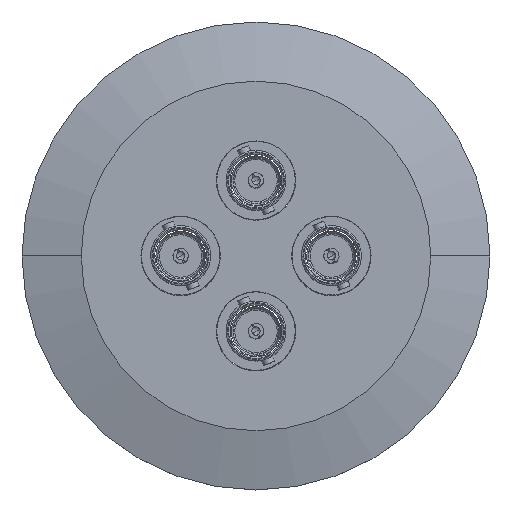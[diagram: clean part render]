
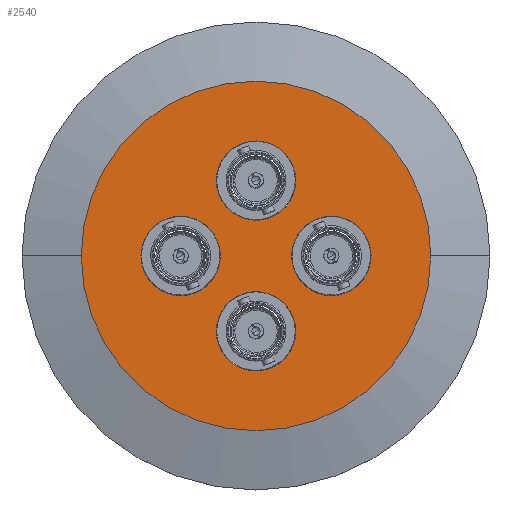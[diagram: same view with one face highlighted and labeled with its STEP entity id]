
A CAD part, top view. The second image highlights one B-rep face of the part: STEP entity #2540.
In plain terms, the highlighted planar face has unit normal (0, 0, 1).
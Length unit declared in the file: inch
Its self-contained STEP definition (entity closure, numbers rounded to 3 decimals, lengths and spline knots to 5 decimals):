
#111 = AXIS2_PLACEMENT_3D ( 'NONE', #4593, #4594, #4595 ) ;
#150 = CIRCLE ( 'NONE', #170, 0.25 ) ;
#153 = AXIS2_PLACEMENT_3D ( 'NONE', #4615, #4616, #4617 ) ;
#170 = AXIS2_PLACEMENT_3D ( 'NONE', #4624, #4625, #4626 ) ;
#173 = CIRCLE ( 'NONE', #3592, 0.25 ) ;
#201 = CIRCLE ( 'NONE', #111, 1.10179 ) ;
#206 = CIRCLE ( 'NONE', #153, 0.25 ) ;
#701 = PLANE ( 'NONE',  #5773 ) ;
#704 = FACE_OUTER_BOUND ( 'NONE', #5185, .T. ) ;
#705 = FACE_BOUND ( 'NONE', #5194, .T. ) ;
#707 = FACE_BOUND ( 'NONE', #5192, .T. ) ;
#708 = CARTESIAN_POINT ( 'NONE',  ( 0., 0., 0.2 ) ) ;
#709 = FACE_BOUND ( 'NONE', #5220, .T. ) ;
#711 = FACE_BOUND ( 'NONE', #3789, .T. ) ;
#712 = DIRECTION ( 'NONE',  ( 0., 0., 1. ) ) ;
#713 = DIRECTION ( 'NONE',  ( 1., 0., 0. ) ) ;
#1337 = EDGE_CURVE ( 'NONE', #3809, #3938, #201, .T. ) ;
#1344 = EDGE_CURVE ( 'NONE', #3933, #3074, #206, .T. ) ;
#1347 = EDGE_CURVE ( 'NONE', #3192, #3228, #150, .T. ) ;
#1350 = EDGE_CURVE ( 'NONE', #3110, #3868, #173, .T. ) ;
#1360 = EDGE_CURVE ( 'NONE', #3148, #3822, #3509, .T. ) ;
#1473 = AXIS2_PLACEMENT_3D ( 'NONE', #2876, #2877, #2878 ) ;
#1495 = CIRCLE ( 'NONE', #1538, 0.25 ) ;
#1498 = CIRCLE ( 'NONE', #1546, 0.25 ) ;
#1503 = CIRCLE ( 'NONE', #1473, 1.10179 ) ;
#1534 = CIRCLE ( 'NONE', #1537, 0.25 ) ;
#1537 = AXIS2_PLACEMENT_3D ( 'NONE', #2897, #2898, #2899 ) ;
#1538 = AXIS2_PLACEMENT_3D ( 'NONE', #2892, #2893, #2894 ) ;
#1542 = CIRCLE ( 'NONE', #1549, 0.25 ) ;
#1546 = AXIS2_PLACEMENT_3D ( 'NONE', #2888, #2889, #2890 ) ;
#1549 = AXIS2_PLACEMENT_3D ( 'NONE', #2904, #2905, #2906 ) ;
#2315 = ORIENTED_EDGE ( 'NONE', *, *, #1337, .T. ) ;
#2332 = ORIENTED_EDGE ( 'NONE', *, *, #1360, .F. ) ;
#2333 = ORIENTED_EDGE ( 'NONE', *, *, #4981, .F. ) ;
#2345 = ORIENTED_EDGE ( 'NONE', *, *, #4987, .F. ) ;
#2361 = ORIENTED_EDGE ( 'NONE', *, *, #4977, .T. ) ;
#2368 = ORIENTED_EDGE ( 'NONE', *, *, #1344, .F. ) ;
#2393 = ORIENTED_EDGE ( 'NONE', *, *, #1350, .F. ) ;
#2395 = ORIENTED_EDGE ( 'NONE', *, *, #1347, .F. ) ;
#2420 = ORIENTED_EDGE ( 'NONE', *, *, #4983, .F. ) ;
#2425 = ORIENTED_EDGE ( 'NONE', *, *, #4984, .F. ) ;
#2540 = ADVANCED_FACE ( 'NONE', ( #705, #707, #709, #711, #704 ), #701, .T. ) ;
#2876 = CARTESIAN_POINT ( 'NONE',  ( 0., 0., 0.2 ) ) ;
#2877 = DIRECTION ( 'NONE',  ( 0., 0., 1. ) ) ;
#2878 = DIRECTION ( 'NONE',  ( 1., 0., 0. ) ) ;
#2888 = CARTESIAN_POINT ( 'NONE',  ( 0., 0.475, 0.2 ) ) ;
#2889 = DIRECTION ( 'NONE',  ( 0., 0., 1. ) ) ;
#2890 = DIRECTION ( 'NONE',  ( 1., 0., 0. ) ) ;
#2892 = CARTESIAN_POINT ( 'NONE',  ( -0.475, 0., 0.2 ) ) ;
#2893 = DIRECTION ( 'NONE',  ( 0., 0., 1. ) ) ;
#2894 = DIRECTION ( 'NONE',  ( 1., 0., 0. ) ) ;
#2897 = CARTESIAN_POINT ( 'NONE',  ( 0., -0.475, 0.2 ) ) ;
#2898 = DIRECTION ( 'NONE',  ( 0., 0., 1. ) ) ;
#2899 = DIRECTION ( 'NONE',  ( 1., 0., 0. ) ) ;
#2904 = CARTESIAN_POINT ( 'NONE',  ( 0.475, 0., 0.2 ) ) ;
#2905 = DIRECTION ( 'NONE',  ( 0., 0., 1. ) ) ;
#2906 = DIRECTION ( 'NONE',  ( 1., 0., 0. ) ) ;
#3074 = VERTEX_POINT ( 'NONE', #6057 ) ;
#3110 = VERTEX_POINT ( 'NONE', #6134 ) ;
#3148 = VERTEX_POINT ( 'NONE', #6198 ) ;
#3192 = VERTEX_POINT ( 'NONE', #6242 ) ;
#3228 = VERTEX_POINT ( 'NONE', #6278 ) ;
#3490 = AXIS2_PLACEMENT_3D ( 'NONE', #4665, #4666, #4667 ) ;
#3509 = CIRCLE ( 'NONE', #3490, 0.25 ) ;
#3592 = AXIS2_PLACEMENT_3D ( 'NONE', #4634, #4635, #4636 ) ;
#3789 = EDGE_LOOP ( 'NONE', ( #2333, #2393 ) ) ;
#3809 = VERTEX_POINT ( 'NONE', #6294 ) ;
#3822 = VERTEX_POINT ( 'NONE', #6307 ) ;
#3868 = VERTEX_POINT ( 'NONE', #6353 ) ;
#3933 = VERTEX_POINT ( 'NONE', #6418 ) ;
#3938 = VERTEX_POINT ( 'NONE', #6423 ) ;
#4593 = CARTESIAN_POINT ( 'NONE',  ( 0., 0., 0.2 ) ) ;
#4594 = DIRECTION ( 'NONE',  ( 0., 0., 1. ) ) ;
#4595 = DIRECTION ( 'NONE',  ( 1., 0., 0. ) ) ;
#4615 = CARTESIAN_POINT ( 'NONE',  ( 0., -0.475, 0.2 ) ) ;
#4616 = DIRECTION ( 'NONE',  ( 0., 0., 1. ) ) ;
#4617 = DIRECTION ( 'NONE',  ( 1., 0., 0. ) ) ;
#4624 = CARTESIAN_POINT ( 'NONE',  ( 0.475, 0., 0.2 ) ) ;
#4625 = DIRECTION ( 'NONE',  ( 0., 0., 1. ) ) ;
#4626 = DIRECTION ( 'NONE',  ( 1., 0., 0. ) ) ;
#4634 = CARTESIAN_POINT ( 'NONE',  ( 0., 0.475, 0.2 ) ) ;
#4635 = DIRECTION ( 'NONE',  ( 0., 0., 1. ) ) ;
#4636 = DIRECTION ( 'NONE',  ( 1., 0., 0. ) ) ;
#4665 = CARTESIAN_POINT ( 'NONE',  ( -0.475, 0., 0.2 ) ) ;
#4666 = DIRECTION ( 'NONE',  ( 0., 0., 1. ) ) ;
#4667 = DIRECTION ( 'NONE',  ( 1., 0., 0. ) ) ;
#4977 = EDGE_CURVE ( 'NONE', #3938, #3809, #1503, .T. ) ;
#4981 = EDGE_CURVE ( 'NONE', #3868, #3110, #1498, .T. ) ;
#4983 = EDGE_CURVE ( 'NONE', #3822, #3148, #1495, .T. ) ;
#4984 = EDGE_CURVE ( 'NONE', #3074, #3933, #1534, .T. ) ;
#4987 = EDGE_CURVE ( 'NONE', #3228, #3192, #1542, .T. ) ;
#5185 = EDGE_LOOP ( 'NONE', ( #2315, #2361 ) ) ;
#5192 = EDGE_LOOP ( 'NONE', ( #2425, #2368 ) ) ;
#5194 = EDGE_LOOP ( 'NONE', ( #2420, #2332 ) ) ;
#5220 = EDGE_LOOP ( 'NONE', ( #2345, #2395 ) ) ;
#5773 = AXIS2_PLACEMENT_3D ( 'NONE', #708, #712, #713 ) ;
#6057 = CARTESIAN_POINT ( 'NONE',  ( 0.25, -0.475, 0.2 ) ) ;
#6134 = CARTESIAN_POINT ( 'NONE',  ( -0.25, 0.475, 0.2 ) ) ;
#6198 = CARTESIAN_POINT ( 'NONE',  ( -0.725, 0., 0.2 ) ) ;
#6242 = CARTESIAN_POINT ( 'NONE',  ( 0.225, 0., 0.2 ) ) ;
#6278 = CARTESIAN_POINT ( 'NONE',  ( 0.725, 0., 0.2 ) ) ;
#6294 = CARTESIAN_POINT ( 'NONE',  ( -1.10179, 0., 0.2 ) ) ;
#6307 = CARTESIAN_POINT ( 'NONE',  ( -0.225, 0., 0.2 ) ) ;
#6353 = CARTESIAN_POINT ( 'NONE',  ( 0.25, 0.475, 0.2 ) ) ;
#6418 = CARTESIAN_POINT ( 'NONE',  ( -0.25, -0.475, 0.2 ) ) ;
#6423 = CARTESIAN_POINT ( 'NONE',  ( 1.10179, 0., 0.2 ) ) ;
